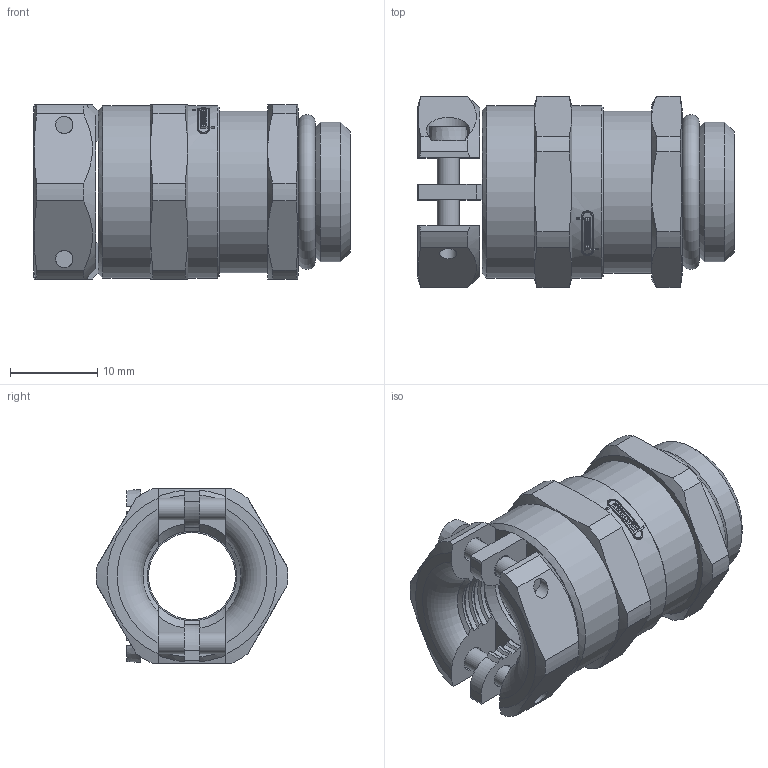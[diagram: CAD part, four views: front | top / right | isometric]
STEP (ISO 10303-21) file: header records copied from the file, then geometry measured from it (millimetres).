
FILE_DESCRIPTION(/* description */ ('HSK-MZ Metr.-Cable glands for special applications'),/* implementation_level */ '2;1');
FILE_NAME(/* name */ 'HU1690161150.stp',/* time_stamp */ '2021-10-12T14:51:10+02:00',/* author */ ('sl'),/* organization */ ('HUMMEL'),/* preprocessor_version */ 'ST-DEVELOPER v16.5',/* originating_system */ 'Autodesk Inventor 2017',/* authorisation */ '');
FILE_SCHEMA (('AUTOMOTIVE_DESIGN { 1 0 10303 214 3 1 1 }'));
Length unit declared in the file: millimetre
Products named in the file (6): HSK-MZ 1.690.1611.50; HSK-MZ 1.690.1611.50-Gland; HSK-MZ 1.690.1611.50-Nut; HSK-MZ 1.690.1611.50-Clamping insert; HSK-MZ 1.690.1611.50-Sealing insert; HSK-MZ 1.690.1611.50-O-Ring
Assembly tree (5 placements, depth 2):
  HSK-MZ 1.690.1611.50
    HSK-MZ 1.690.1611.50-Gland
    HSK-MZ 1.690.1611.50-Nut
    HSK-MZ 1.690.1611.50-Clamping insert
    HSK-MZ 1.690.1611.50-Sealing insert
    HSK-MZ 1.690.1611.50-O-Ring
Bounding box: 36.36 x 21.99 x 20 mm (x, y, z)
Volume: 6923 mm3; surface area: 8748 mm2
Topology: 5 solids, 5 shells, 295 faces, 769 edges, 505 vertices
Faces by surface type: plane 153, cylinder 79, cone 48, torus 15
Full cylindrical faces by diameter (mm): 2.013 x2, 2.5 x3, 2.7 x2, 2.9 x2, 10 x1, 10.2 x1, 10.3 x1, 12 x2, 12.1 x2, 13.8 x1, 15 x2, 15.9 x2, 16 x1, 17.26 x1, 17.4 x1, 17.93 x2, 18.6 x1, 19.8 x2
Entity records: 9072 total; most frequent: CARTESIAN_POINT 1969, DIRECTION 1500, ORIENTED_EDGE 1406, EDGE_CURVE 703, AXIS2_PLACEMENT_3D 603, VERTEX_POINT 488, EDGE_LOOP 379, FACE_OUTER_BOUND 295
